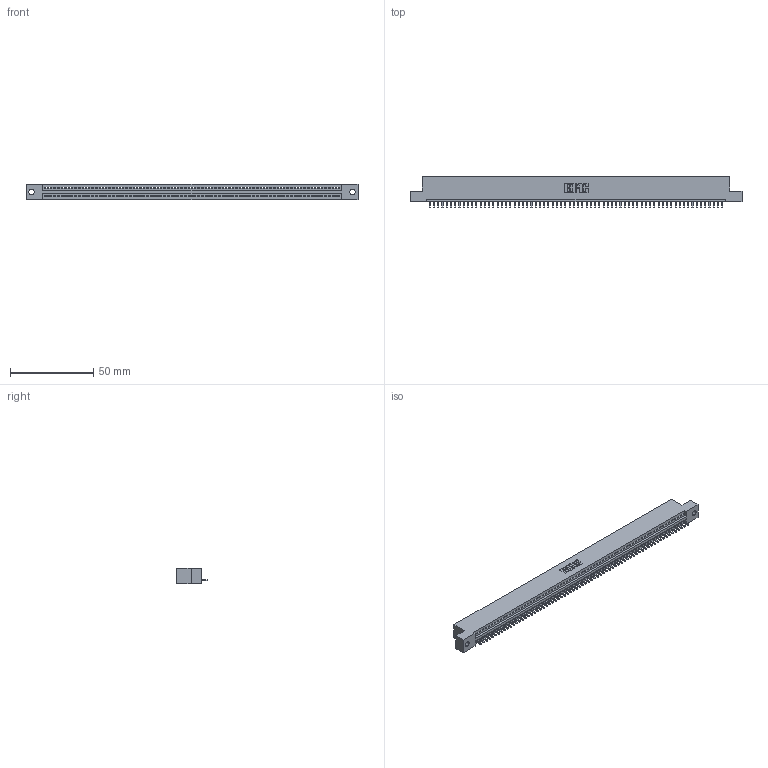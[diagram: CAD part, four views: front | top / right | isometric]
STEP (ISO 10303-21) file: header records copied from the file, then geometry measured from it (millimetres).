
FILE_DESCRIPTION (( 'STEP AP203' ), '1' );
FILE_NAME ('345-070-521-102.STEP', '2019-10-12T15:04:30', ( '' ), ( '' ), 'SwSTEP 2.0', 'SolidWorks 2016', '' );
FILE_SCHEMA (( 'CONFIG_CONTROL_DESIGN' ));
Length unit declared in the file: inch
Products named in the file (3): 345-070-521-102; 345 Part_Flush Mounting Lugs - 0.128 Dia; 345-292-001_345-293-121
Assembly tree (71 placements, depth 2):
  345-070-521-102
    345 Part_Flush Mounting Lugs - 0.128 Dia
    345-292-001_345-293-121  x70
Bounding box: 199.01 x 18.72 x 9.4 mm (x, y, z)
Volume: 18895.6 mm3; surface area: 24440.7 mm2
Topology: 71 solids, 71 shells, 4186 faces, 12661 edges, 8346 vertices
Faces by surface type: plane 2880, cylinder 1306
Entity records: 48935 total; most frequent: ORIENTED_EDGE 8486, CARTESIAN_POINT 8482, DIRECTION 7367, EDGE_CURVE 4243, LINE 3831, VECTOR 3831, VERTEX_POINT 2826, AXIS2_PLACEMENT_3D 1768
